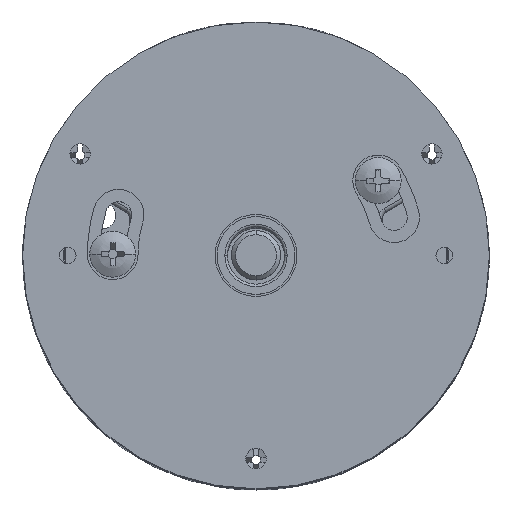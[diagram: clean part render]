
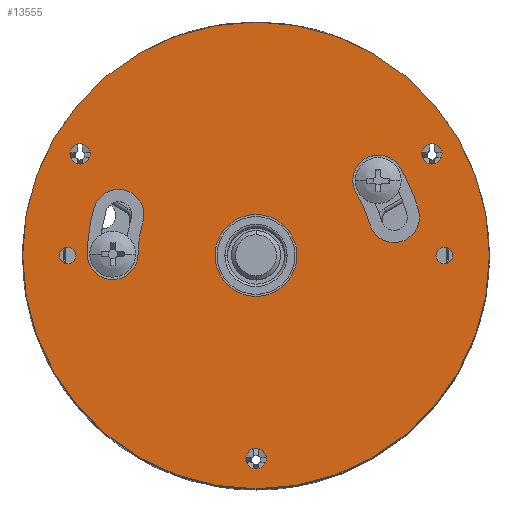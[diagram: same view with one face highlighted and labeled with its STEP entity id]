
A CAD part, top view. The second image highlights one B-rep face of the part: STEP entity #13555.
In plain terms, the highlighted planar face has unit normal (0, 0, 1).
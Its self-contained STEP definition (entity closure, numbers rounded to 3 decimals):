
#12660=CARTESIAN_POINT('',(0.,0.,21.));
#12661=DIRECTION('',(0.,0.,-1.));
#12662=DIRECTION('',(1.,0.,0.));
#12663=AXIS2_PLACEMENT_3D('',#12660,#12661,#12662);
#12665=CARTESIAN_POINT('',(0.,0.,21.));
#12666=DIRECTION('',(0.,0.,1.));
#12667=DIRECTION('',(1.,0.,0.));
#12668=AXIS2_PLACEMENT_3D('',#12665,#12666,#12667);
#12742=CARTESIAN_POINT('',(0.,0.,21.));
#12743=DIRECTION('',(0.,0.,1.));
#12744=DIRECTION('',(1.,0.,0.));
#12745=AXIS2_PLACEMENT_3D('',#12742,#12743,#12744);
#12747=CARTESIAN_POINT('',(0.,0.,21.));
#12748=DIRECTION('',(0.,0.,1.));
#12749=DIRECTION('',(-1.,0.,0.));
#12750=AXIS2_PLACEMENT_3D('',#12747,#12748,#12749);
#12752=CARTESIAN_POINT('',(0.,0.,21.));
#12753=DIRECTION('',(0.,0.,1.));
#12754=DIRECTION('',(0.964,0.267,0.));
#12755=AXIS2_PLACEMENT_3D('',#12752,#12753,#12754);
#12757=CARTESIAN_POINT('',(14.921,9.144,21.));
#12758=DIRECTION('',(0.,0.,1.));
#12759=DIRECTION('',(0.853,0.522,0.));
#12760=AXIS2_PLACEMENT_3D('',#12757,#12758,#12759);
#12762=CARTESIAN_POINT('',(0.,0.,21.));
#12763=DIRECTION('',(0.,0.,1.));
#12764=DIRECTION('',(0.964,0.267,0.));
#12765=AXIS2_PLACEMENT_3D('',#12762,#12763,#12764);
#12767=CARTESIAN_POINT('',(16.864,4.677,21.));
#12768=DIRECTION('',(0.,0.,1.));
#12769=DIRECTION('',(-0.964,-0.267,0.));
#12770=AXIS2_PLACEMENT_3D('',#12767,#12768,#12769);
#12772=CARTESIAN_POINT('',(0.,0.,21.));
#12773=DIRECTION('',(0.,0.,1.));
#12774=DIRECTION('',(-0.959,0.284,0.));
#12775=AXIS2_PLACEMENT_3D('',#12772,#12773,#12774);
#12777=CARTESIAN_POINT('',(-17.499,0.153,21.));
#12778=DIRECTION('',(0.,0.,1.));
#12779=DIRECTION('',(-1.,0.009,0.));
#12780=AXIS2_PLACEMENT_3D('',#12777,#12778,#12779);
#12782=CARTESIAN_POINT('',(0.,0.,21.));
#12783=DIRECTION('',(0.,0.,1.));
#12784=DIRECTION('',(-0.959,0.284,0.));
#12785=AXIS2_PLACEMENT_3D('',#12782,#12783,#12784);
#12787=CARTESIAN_POINT('',(-16.779,4.97,21.));
#12788=DIRECTION('',(0.,0.,1.));
#12789=DIRECTION('',(0.959,-0.284,0.));
#12790=AXIS2_PLACEMENT_3D('',#12787,#12788,#12789);
#12792=CARTESIAN_POINT('',(0.,-24.8,21.));
#12793=DIRECTION('',(0.,0.,1.));
#12794=DIRECTION('',(-1.,0.,0.));
#12795=AXIS2_PLACEMENT_3D('',#12792,#12793,#12794);
#12797=CARTESIAN_POINT('',(0.,-24.8,21.));
#12798=DIRECTION('',(0.,0.,1.));
#12799=DIRECTION('',(1.,0.,0.));
#12800=AXIS2_PLACEMENT_3D('',#12797,#12798,#12799);
#12802=CARTESIAN_POINT('',(21.477,12.4,21.));
#12803=DIRECTION('',(0.,0.,1.));
#12804=DIRECTION('',(0.5,-0.866,0.));
#12805=AXIS2_PLACEMENT_3D('',#12802,#12803,#12804);
#12807=CARTESIAN_POINT('',(21.477,12.4,21.));
#12808=DIRECTION('',(0.,0.,1.));
#12809=DIRECTION('',(-0.5,0.866,0.));
#12810=AXIS2_PLACEMENT_3D('',#12807,#12808,#12809);
#12812=CARTESIAN_POINT('',(-21.477,12.4,21.));
#12813=DIRECTION('',(0.,0.,1.));
#12814=DIRECTION('',(0.5,0.866,0.));
#12815=AXIS2_PLACEMENT_3D('',#12812,#12813,#12814);
#12817=CARTESIAN_POINT('',(-21.477,12.4,21.));
#12818=DIRECTION('',(0.,0.,1.));
#12819=DIRECTION('',(-0.5,-0.866,0.));
#12820=AXIS2_PLACEMENT_3D('',#12817,#12818,#12819);
#12822=CARTESIAN_POINT('',(23.,0.,21.));
#12823=DIRECTION('',(0.,0.,1.));
#12824=DIRECTION('',(-1.,0.,0.));
#12825=AXIS2_PLACEMENT_3D('',#12822,#12823,#12824);
#12827=CARTESIAN_POINT('',(23.,0.,21.));
#12828=DIRECTION('',(0.,0.,1.));
#12829=DIRECTION('',(1.,0.,0.));
#12830=AXIS2_PLACEMENT_3D('',#12827,#12828,#12829);
#12832=CARTESIAN_POINT('',(-23.,0.,21.));
#12833=DIRECTION('',(0.,0.,1.));
#12834=DIRECTION('',(-1.,0.,0.));
#12835=AXIS2_PLACEMENT_3D('',#12832,#12833,#12834);
#12837=CARTESIAN_POINT('',(-23.,0.,21.));
#12838=DIRECTION('',(0.,0.,1.));
#12839=DIRECTION('',(1.,0.,0.));
#12840=AXIS2_PLACEMENT_3D('',#12837,#12838,#12839);
#13278=CARTESIAN_POINT('',(28.5,0.,21.));
#13280=VERTEX_POINT('',#13278);
#13286=CARTESIAN_POINT('',(-28.5,0.,21.));
#13288=VERTEX_POINT('',#13286);
#13306=CARTESIAN_POINT('',(5.,0.,21.));
#13307=CARTESIAN_POINT('',(-5.,0.,21.));
#13308=VERTEX_POINT('',#13306);
#13309=VERTEX_POINT('',#13307);
#13336=CARTESIAN_POINT('',(19.851,5.505,21.));
#13337=CARTESIAN_POINT('',(17.564,10.763,21.));
#13338=VERTEX_POINT('',#13336);
#13339=VERTEX_POINT('',#13337);
#13340=CARTESIAN_POINT('',(12.278,7.524,21.));
#13341=VERTEX_POINT('',#13340);
#13342=CARTESIAN_POINT('',(13.876,3.848,21.));
#13343=VERTEX_POINT('',#13342);
#13368=CARTESIAN_POINT('',(-19.752,5.851,21.));
#13369=VERTEX_POINT('',#13368);
#13370=CARTESIAN_POINT('',(-20.599,0.18,21.));
#13371=VERTEX_POINT('',#13370);
#13372=CARTESIAN_POINT('',(-14.399,0.126,21.));
#13373=VERTEX_POINT('',#13372);
#13374=CARTESIAN_POINT('',(-13.807,4.09,21.));
#13375=VERTEX_POINT('',#13374);
#13396=CARTESIAN_POINT('',(-1.25,-24.8,21.));
#13397=CARTESIAN_POINT('',(1.25,-24.8,21.));
#13398=VERTEX_POINT('',#13396);
#13399=VERTEX_POINT('',#13397);
#13404=CARTESIAN_POINT('',(22.102,11.317,21.));
#13405=CARTESIAN_POINT('',(20.852,13.483,21.));
#13406=VERTEX_POINT('',#13404);
#13407=VERTEX_POINT('',#13405);
#13412=CARTESIAN_POINT('',(-20.852,13.483,21.));
#13413=CARTESIAN_POINT('',(-22.102,11.317,21.));
#13414=VERTEX_POINT('',#13412);
#13415=VERTEX_POINT('',#13413);
#13420=CARTESIAN_POINT('',(21.975,0.,21.));
#13421=CARTESIAN_POINT('',(24.025,0.,21.));
#13422=VERTEX_POINT('',#13420);
#13423=VERTEX_POINT('',#13421);
#13428=CARTESIAN_POINT('',(-21.975,0.,21.));
#13429=CARTESIAN_POINT('',(-24.025,0.,21.));
#13430=VERTEX_POINT('',#13428);
#13431=VERTEX_POINT('',#13429);
#13490=CARTESIAN_POINT('',(0.,0.,21.));
#13491=DIRECTION('',(0.,0.,1.));
#13492=DIRECTION('',(-1.,0.,0.));
#13493=AXIS2_PLACEMENT_3D('',#13490,#13491,#13492);
#13494=PLANE('',#13493);
#13495=ORIENTED_EDGE('',*,*,#13460,.T.);
#13496=ORIENTED_EDGE('',*,*,#13471,.F.);
#13497=EDGE_LOOP('',(#13495,#13496));
#13498=FACE_OUTER_BOUND('',#13497,.F.);
#13500=ORIENTED_EDGE('',*,*,#13499,.T.);
#13502=ORIENTED_EDGE('',*,*,#13501,.T.);
#13503=EDGE_LOOP('',(#13500,#13502));
#13504=FACE_BOUND('',#13503,.F.);
#13506=ORIENTED_EDGE('',*,*,#13505,.T.);
#13508=ORIENTED_EDGE('',*,*,#13507,.T.);
#13510=ORIENTED_EDGE('',*,*,#13509,.F.);
#13512=ORIENTED_EDGE('',*,*,#13511,.T.);
#13513=EDGE_LOOP('',(#13506,#13508,#13510,#13512));
#13514=FACE_BOUND('',#13513,.F.);
#13516=ORIENTED_EDGE('',*,*,#13515,.T.);
#13518=ORIENTED_EDGE('',*,*,#13517,.T.);
#13520=ORIENTED_EDGE('',*,*,#13519,.F.);
#13522=ORIENTED_EDGE('',*,*,#13521,.T.);
#13523=EDGE_LOOP('',(#13516,#13518,#13520,#13522));
#13524=FACE_BOUND('',#13523,.F.);
#13526=ORIENTED_EDGE('',*,*,#13525,.T.);
#13528=ORIENTED_EDGE('',*,*,#13527,.T.);
#13529=EDGE_LOOP('',(#13526,#13528));
#13530=FACE_BOUND('',#13529,.F.);
#13532=ORIENTED_EDGE('',*,*,#13531,.T.);
#13534=ORIENTED_EDGE('',*,*,#13533,.T.);
#13535=EDGE_LOOP('',(#13532,#13534));
#13536=FACE_BOUND('',#13535,.F.);
#13538=ORIENTED_EDGE('',*,*,#13537,.T.);
#13540=ORIENTED_EDGE('',*,*,#13539,.T.);
#13541=EDGE_LOOP('',(#13538,#13540));
#13542=FACE_BOUND('',#13541,.F.);
#13544=ORIENTED_EDGE('',*,*,#13543,.T.);
#13546=ORIENTED_EDGE('',*,*,#13545,.T.);
#13547=EDGE_LOOP('',(#13544,#13546));
#13548=FACE_BOUND('',#13547,.F.);
#13550=ORIENTED_EDGE('',*,*,#13549,.T.);
#13552=ORIENTED_EDGE('',*,*,#13551,.T.);
#13553=EDGE_LOOP('',(#13550,#13552));
#13554=FACE_BOUND('',#13553,.F.);
#13555=ADVANCED_FACE('',(#13498,#13504,#13514,#13524,#13530,#13536,#13542,
#13548,#13554),#13494,.T.);
#12664=CIRCLE('',#12663,28.5);
#12669=CIRCLE('',#12668,28.5);
#12746=CIRCLE('',#12745,5.);
#12751=CIRCLE('',#12750,5.);
#12756=CIRCLE('',#12755,20.6);
#12761=CIRCLE('',#12760,3.1);
#12766=CIRCLE('',#12765,14.4);
#12771=CIRCLE('',#12770,3.1);
#12776=CIRCLE('',#12775,20.6);
#12781=CIRCLE('',#12780,3.1);
#12786=CIRCLE('',#12785,14.4);
#12791=CIRCLE('',#12790,3.1);
#12796=CIRCLE('',#12795,1.25);
#12801=CIRCLE('',#12800,1.25);
#12806=CIRCLE('',#12805,1.25);
#12811=CIRCLE('',#12810,1.25);
#12816=CIRCLE('',#12815,1.25);
#12821=CIRCLE('',#12820,1.25);
#12826=CIRCLE('',#12825,1.025);
#12831=CIRCLE('',#12830,1.025);
#12836=CIRCLE('',#12835,1.025);
#12841=CIRCLE('',#12840,1.025);
#13460=EDGE_CURVE('',#13280,#13288,#12664,.T.);
#13471=EDGE_CURVE('',#13280,#13288,#12669,.T.);
#13499=EDGE_CURVE('',#13308,#13309,#12746,.T.);
#13501=EDGE_CURVE('',#13309,#13308,#12751,.T.);
#13505=EDGE_CURVE('',#13338,#13339,#12756,.T.);
#13507=EDGE_CURVE('',#13339,#13341,#12761,.T.);
#13509=EDGE_CURVE('',#13343,#13341,#12766,.T.);
#13511=EDGE_CURVE('',#13343,#13338,#12771,.T.);
#13515=EDGE_CURVE('',#13369,#13371,#12776,.T.);
#13517=EDGE_CURVE('',#13371,#13373,#12781,.T.);
#13519=EDGE_CURVE('',#13375,#13373,#12786,.T.);
#13521=EDGE_CURVE('',#13375,#13369,#12791,.T.);
#13525=EDGE_CURVE('',#13398,#13399,#12796,.T.);
#13527=EDGE_CURVE('',#13399,#13398,#12801,.T.);
#13531=EDGE_CURVE('',#13406,#13407,#12806,.T.);
#13533=EDGE_CURVE('',#13407,#13406,#12811,.T.);
#13537=EDGE_CURVE('',#13414,#13415,#12816,.T.);
#13539=EDGE_CURVE('',#13415,#13414,#12821,.T.);
#13543=EDGE_CURVE('',#13422,#13423,#12826,.T.);
#13545=EDGE_CURVE('',#13423,#13422,#12831,.T.);
#13549=EDGE_CURVE('',#13431,#13430,#12836,.T.);
#13551=EDGE_CURVE('',#13430,#13431,#12841,.T.);
